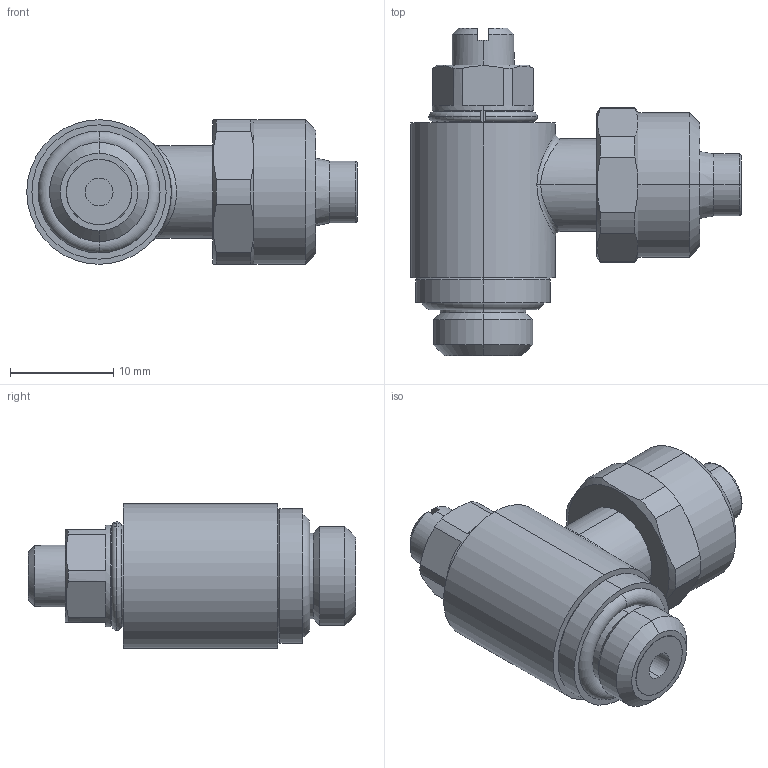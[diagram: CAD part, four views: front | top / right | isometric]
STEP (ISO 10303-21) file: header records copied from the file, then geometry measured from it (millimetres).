
FILE_DESCRIPTION (( 'STEP AP203' ), '1' );
FILE_NAME ('04100B41.STEP', '2010-04-19T07:51:59', ( '' ), ( 'sopra-pneumatic' ), 'SwSTEP 2.0', 'SolidWorks 2009', '' );
FILE_SCHEMA (( 'CONFIG_CONTROL_DESIGN' ));
Length unit declared in the file: millimetre
Products named in the file (1): 04100B41
Bounding box: 32 x 31.74 x 14 mm (x, y, z)
Volume: 5250.7 mm3; surface area: 2654.1 mm2
Topology: 2 solids, 2 shells, 112 faces, 254 edges, 160 vertices
Faces by surface type: plane 40, cylinder 36, cone 28, torus 6, bspline 2
Entity records: 4346 total; most frequent: CARTESIAN_POINT 1730, DIRECTION 558, ORIENTED_EDGE 508, EDGE_CURVE 254, AXIS2_PLACEMENT_3D 235, VERTEX_POINT 160, EDGE_LOOP 126, CIRCLE 124
